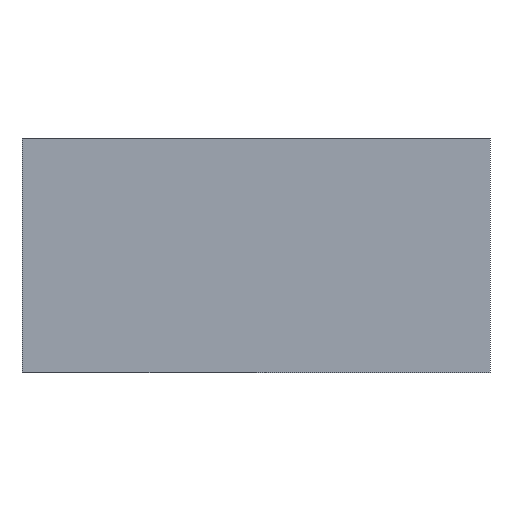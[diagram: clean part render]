
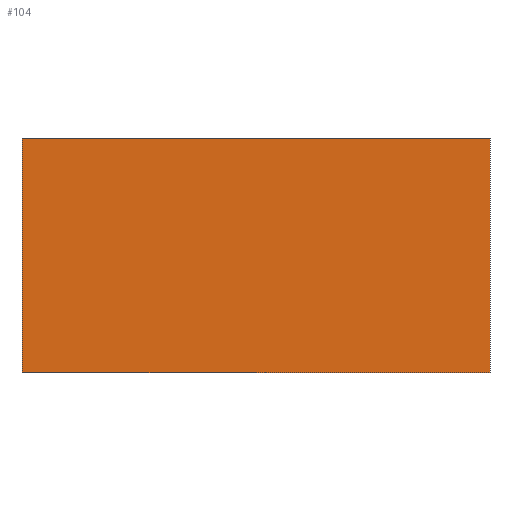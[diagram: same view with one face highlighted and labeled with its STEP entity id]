
A CAD part, front view. The second image highlights one B-rep face of the part: STEP entity #104.
In plain terms, the highlighted planar face has unit normal (0, -1, 0).
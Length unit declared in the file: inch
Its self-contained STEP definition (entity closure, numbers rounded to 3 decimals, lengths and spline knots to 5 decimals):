
#18=FACE_OUTER_BOUND('',#24,.T.);
#24=EDGE_LOOP('',(#83,#84,#85,#86));
#28=LINE('',#147,#40);
#36=LINE('',#162,#48);
#37=LINE('',#164,#49);
#38=LINE('',#165,#50);
#40=VECTOR('',#120,0.17);
#48=VECTOR('',#132,0.17);
#49=VECTOR('',#135,0.34);
#50=VECTOR('',#136,0.34);
#52=VERTEX_POINT('',#144);
#53=VERTEX_POINT('',#146);
#57=VERTEX_POINT('',#158);
#58=VERTEX_POINT('',#160);
#60=EDGE_CURVE('',#52,#53,#28,.T.);
#68=EDGE_CURVE('',#57,#58,#36,.T.);
#69=EDGE_CURVE('',#52,#57,#37,.T.);
#70=EDGE_CURVE('',#53,#58,#38,.T.);
#83=ORIENTED_EDGE('',*,*,#69,.T.);
#84=ORIENTED_EDGE('',*,*,#68,.T.);
#85=ORIENTED_EDGE('',*,*,#70,.F.);
#86=ORIENTED_EDGE('',*,*,#60,.F.);
#98=PLANE('',#112);
#104=ADVANCED_FACE('',(#18),#98,.T.);
#112=AXIS2_PLACEMENT_3D('',#163,#133,#134);
#120=DIRECTION('',(0.,0.,1.));
#132=DIRECTION('',(0.,0.,1.));
#133=DIRECTION('center_axis',(0.,-1.,0.));
#134=DIRECTION('ref_axis',(1.,0.,0.));
#135=DIRECTION('',(1.,0.,0.));
#136=DIRECTION('',(1.,0.,0.));
#144=CARTESIAN_POINT('',(0.,0.,0.));
#146=CARTESIAN_POINT('',(0.,0.,0.17));
#147=CARTESIAN_POINT('',(0.,0.,0.));
#158=CARTESIAN_POINT('',(0.34,0.,0.));
#160=CARTESIAN_POINT('',(0.34,0.,0.17));
#162=CARTESIAN_POINT('',(0.34,0.,0.));
#163=CARTESIAN_POINT('Origin',(0.,0.,0.));
#164=CARTESIAN_POINT('',(0.,0.,0.));
#165=CARTESIAN_POINT('',(0.,0.,0.17));
